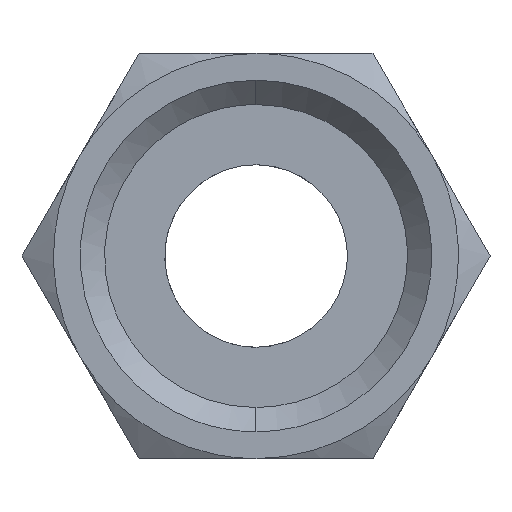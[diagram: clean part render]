
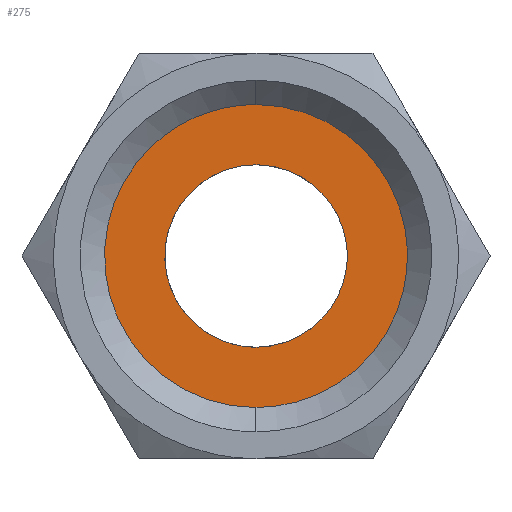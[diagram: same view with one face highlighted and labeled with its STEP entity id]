
A CAD part, front view. The second image highlights one B-rep face of the part: STEP entity #275.
In plain terms, the highlighted free-form (B-spline) face has degree [1, 1] with [2, 2] control points.
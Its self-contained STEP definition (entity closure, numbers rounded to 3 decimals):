
#69 = CARTESIAN_POINT ( 'NONE',  ( 7.565, 11.5, 7.565 ) ) ;
#112 = CARTESIAN_POINT ( 'NONE',  ( 7.475, 11.5, 0. ) ) ;
#118 = VERTEX_POINT ( 'NONE', #590 ) ;
#127 = EDGE_CURVE ( 'NONE', #1877, #118, #294, .T. ) ;
#128 = CARTESIAN_POINT ( 'NONE',  ( -14.95, 11.5, 7.475 ) ) ;
#192 = ORIENTED_EDGE ( 'NONE', *, *, #1779, .F. ) ;
#253 = ORIENTED_EDGE ( 'NONE', *, *, #1210, .F. ) ;
#268 = CARTESIAN_POINT ( 'NONE',  ( 4.5, 11.5, -2.636 ) ) ;
#275 = ADVANCED_FACE ( 'NONE', ( #2215, #895 ), #2195, .F. ) ;
#278 = CARTESIAN_POINT ( 'NONE',  ( -9., 11.5, -4.5 ) ) ;
#294 =( BOUNDED_CURVE ( )  B_SPLINE_CURVE ( 3, ( #807, #995, #268, #1554, #458, #1728, #686 ),
 .UNSPECIFIED., .F., .F. ) 
 B_SPLINE_CURVE_WITH_KNOTS ( ( 4, 3, 4 ),
 ( -3.142, -1.571, 0. ),
 .UNSPECIFIED. ) 
 CURVE ( )  GEOMETRIC_REPRESENTATION_ITEM ( )  RATIONAL_B_SPLINE_CURVE ( ( 1., 0.805, 0.805, 1., 0.805, 0.805, 1. ) ) 
 REPRESENTATION_ITEM ( '' )  );
#314 = CARTESIAN_POINT ( 'NONE',  ( 0., 11.5, 4.5 ) ) ;
#319 = ORIENTED_EDGE ( 'NONE', *, *, #127, .F. ) ;
#399 = CARTESIAN_POINT ( 'NONE',  ( -7.565, 11.5, -7.565 ) ) ;
#436 = EDGE_LOOP ( 'NONE', ( #253, #1984 ) ) ;
#458 = CARTESIAN_POINT ( 'NONE',  ( 4.5, 11.5, 2.636 ) ) ;
#461 = CARTESIAN_POINT ( 'NONE',  ( -9., 11.5, 4.5 ) ) ;
#469 = CARTESIAN_POINT ( 'NONE',  ( 0., 11.5, -7.475 ) ) ;
#555 = CARTESIAN_POINT ( 'NONE',  ( 7.565, 11.5, -7.565 ) ) ;
#590 = CARTESIAN_POINT ( 'NONE',  ( 0., 11.5, 4.5 ) ) ;
#641 = CARTESIAN_POINT ( 'NONE',  ( 0., 11.5, -4.5 ) ) ;
#657 = CARTESIAN_POINT ( 'NONE',  ( 7.475, 11.5, -4.379 ) ) ;
#686 = CARTESIAN_POINT ( 'NONE',  ( 0., 11.5, 4.5 ) ) ;
#785 =( BOUNDED_CURVE ( )  B_SPLINE_CURVE ( 3, ( #314, #461, #278, #641 ),
 .UNSPECIFIED., .F., .T. ) 
 B_SPLINE_CURVE_WITH_KNOTS ( ( 4, 4 ),
 ( -3.142, 0. ),
 .UNSPECIFIED. ) 
 CURVE ( )  GEOMETRIC_REPRESENTATION_ITEM ( )  RATIONAL_B_SPLINE_CURVE ( ( 1., 0.333, 0.333, 1. ) ) 
 REPRESENTATION_ITEM ( '' )  );
#791 = EDGE_LOOP ( 'NONE', ( #319, #192 ) ) ;
#807 = CARTESIAN_POINT ( 'NONE',  ( 0., 11.5, -4.5 ) ) ;
#809 = CARTESIAN_POINT ( 'NONE',  ( 7.475, 11.5, 4.379 ) ) ;
#815 = CARTESIAN_POINT ( 'NONE',  ( 0., 11.5, 7.475 ) ) ;
#831 = CARTESIAN_POINT ( 'NONE',  ( 4.379, 11.5, -7.475 ) ) ;
#895 = FACE_OUTER_BOUND ( 'NONE', #436, .T. ) ;
#960 = EDGE_CURVE ( 'NONE', #2251, #1905, #1395, .T. ) ;
#995 = CARTESIAN_POINT ( 'NONE',  ( 2.636, 11.5, -4.5 ) ) ;
#1209 = CARTESIAN_POINT ( 'NONE',  ( 0., 11.5, 7.475 ) ) ;
#1210 = EDGE_CURVE ( 'NONE', #1905, #2251, #1434, .T. ) ;
#1279 = CARTESIAN_POINT ( 'NONE',  ( 0., 11.5, -4.5 ) ) ;
#1391 = CARTESIAN_POINT ( 'NONE',  ( 4.379, 11.5, 7.475 ) ) ;
#1395 =( BOUNDED_CURVE ( )  B_SPLINE_CURVE ( 3, ( #1209, #1391, #809, #112, #657, #831, #469 ),
 .UNSPECIFIED., .F., .F. ) 
 B_SPLINE_CURVE_WITH_KNOTS ( ( 4, 3, 4 ),
 ( -3.142, -1.571, 0. ),
 .UNSPECIFIED. ) 
 CURVE ( )  GEOMETRIC_REPRESENTATION_ITEM ( )  RATIONAL_B_SPLINE_CURVE ( ( 1., 0.805, 0.805, 1., 0.805, 0.805, 1. ) ) 
 REPRESENTATION_ITEM ( '' )  );
#1434 =( BOUNDED_CURVE ( )  B_SPLINE_CURVE ( 3, ( #1739, #1729, #128, #815 ),
 .UNSPECIFIED., .F., .T. ) 
 B_SPLINE_CURVE_WITH_KNOTS ( ( 4, 4 ),
 ( -3.142, 0. ),
 .UNSPECIFIED. ) 
 CURVE ( )  GEOMETRIC_REPRESENTATION_ITEM ( )  RATIONAL_B_SPLINE_CURVE ( ( 1., 0.333, 0.333, 1. ) ) 
 REPRESENTATION_ITEM ( '' )  );
#1554 = CARTESIAN_POINT ( 'NONE',  ( 4.5, 11.5, 0. ) ) ;
#1728 = CARTESIAN_POINT ( 'NONE',  ( 2.636, 11.5, 4.5 ) ) ;
#1729 = CARTESIAN_POINT ( 'NONE',  ( -14.95, 11.5, -7.475 ) ) ;
#1739 = CARTESIAN_POINT ( 'NONE',  ( 0., 11.5, -7.475 ) ) ;
#1779 = EDGE_CURVE ( 'NONE', #118, #1877, #785, .T. ) ;
#1837 = CARTESIAN_POINT ( 'NONE',  ( -7.565, 11.5, 7.565 ) ) ;
#1877 = VERTEX_POINT ( 'NONE', #1279 ) ;
#1905 = VERTEX_POINT ( 'NONE', #1944 ) ;
#1944 = CARTESIAN_POINT ( 'NONE',  ( 0., 11.5, -7.475 ) ) ;
#1984 = ORIENTED_EDGE ( 'NONE', *, *, #960, .F. ) ;
#2195 = B_SPLINE_SURFACE_WITH_KNOTS ( 'NONE', 1, 1, ( 
 ( #399, #555 ),
 ( #1837, #69 ) ),
 .UNSPECIFIED., .F., .F., .F.,
 ( 2, 2 ),
 ( 2, 2 ),
 ( 0., 1. ),
 ( 0., 1. ),
 .UNSPECIFIED. ) ;
#2215 = FACE_BOUND ( 'NONE', #791, .T. ) ;
#2251 = VERTEX_POINT ( 'NONE', #2260 ) ;
#2260 = CARTESIAN_POINT ( 'NONE',  ( 0., 11.5, 7.475 ) ) ;
